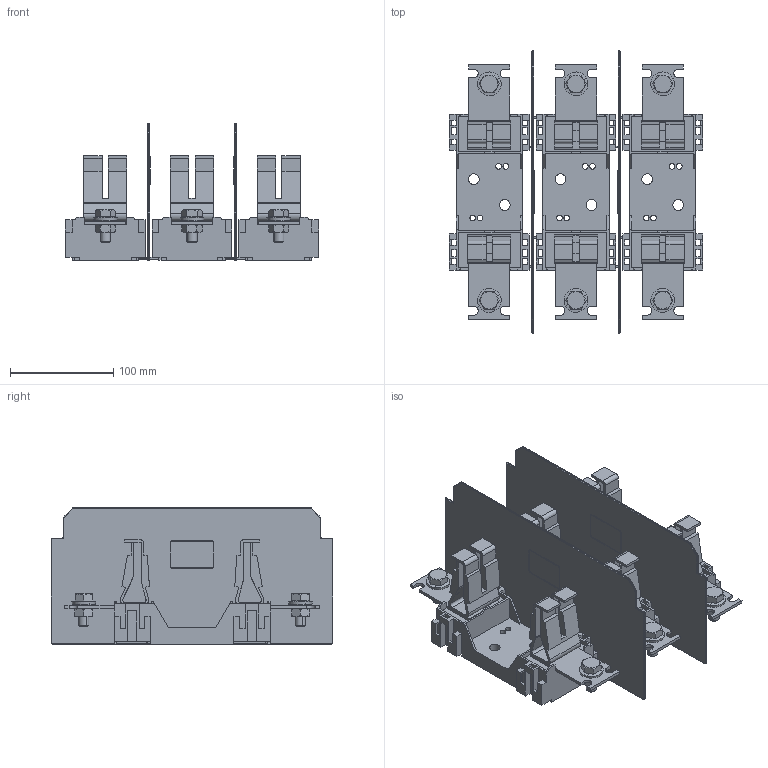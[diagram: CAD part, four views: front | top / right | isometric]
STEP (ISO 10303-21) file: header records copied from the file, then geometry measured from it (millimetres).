
FILE_DESCRIPTION(('CATIA V5 STEP'),'2;1');
FILE_NAME('U3311307_L_NH-Sicherungsunterteil_U3-3IGZ.stp','2016-11-24T16:34:41+00:00',('none'),('Jean Müller GmbH'),'CATIA Version 5 Release 19 SP 9 (IN-10)','CATIA V5 STEP AP214','none');
FILE_SCHEMA(('AUTOMOTIVE_DESIGN { 1 0 10303 214 1 1 1 1 }'));
Length unit declared in the file: millimetre
Products named in the file (8): U3311307_L_NH-Sicherungsunterteil U3-3IGZ; 33793_L_Isoliersockel; 65746_Sechskantschraube M10x25; 66903_Spannscheibe DIN6796 -10; 66113_Sechskantmutter DIN934_M10; 158290_L_Lasche; 155944_L01_Deltakontakt abgespeckt kpl; 33795_L_Trennwand Gr.3
Assembly tree (35 placements, depth 2):
  U3311307_L_NH-Sicherungsunterteil U3-3IGZ
    33793_L_Isoliersockel  x3
    65746_Sechskantschraube M10x25  x6
    66903_Spannscheibe DIN6796 -10  x6
    66113_Sechskantmutter DIN934_M10  x6
    158290_L_Lasche  x6
    155944_L01_Deltakontakt abgespeckt kpl  x6
    33795_L_Trennwand Gr.3  x2
Bounding box: 245.2 x 273 x 132.5 mm (x, y, z)
Volume: 765228.5 mm3; surface area: 484525 mm2
Topology: 35 solids, 35 shells, 1684 faces, 4714 edges, 3054 vertices
Faces by surface type: plane 1104, cylinder 380, cone 144, bspline 56
Entity records: 19818 total; most frequent: CARTESIAN_POINT 4546, ORIENTED_EDGE 2820, DIRECTION 2071, EDGE_CURVE 1410, VECTOR 1092, LINE 1092, VERTEX_POINT 908, AXIS2_PLACEMENT_3D 560
